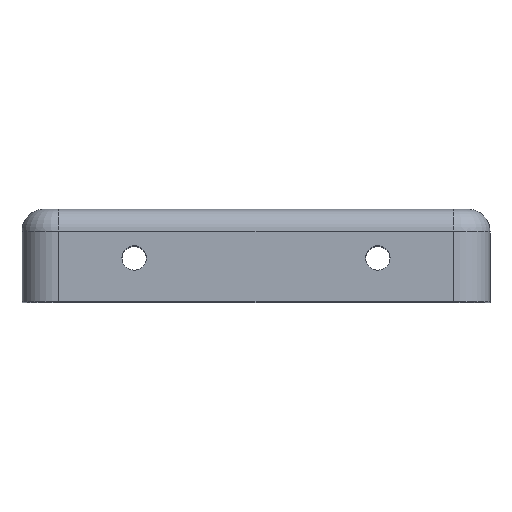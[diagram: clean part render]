
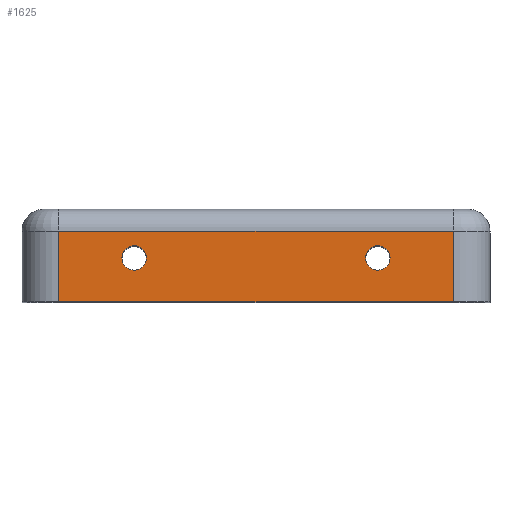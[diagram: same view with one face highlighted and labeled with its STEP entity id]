
A CAD part, top view. The second image highlights one B-rep face of the part: STEP entity #1625.
In plain terms, the highlighted planar face has unit normal (0, 0, 1).
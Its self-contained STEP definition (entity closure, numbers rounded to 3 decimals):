
#26 = CIRCLE ( 'NONE', #106, 0.5 ) ;
#106 = AXIS2_PLACEMENT_3D ( 'NONE', #1092, #896, #1274 ) ;
#119 = VERTEX_POINT ( 'NONE', #1412 ) ;
#149 = ORIENTED_EDGE ( 'NONE', *, *, #2331, .F. ) ;
#159 = VERTEX_POINT ( 'NONE', #257 ) ;
#188 = VERTEX_POINT ( 'NONE', #693 ) ;
#257 = CARTESIAN_POINT ( 'NONE',  ( 5.5, -2., 10.75 ) ) ;
#269 = VERTEX_POINT ( 'NONE', #2111 ) ;
#324 = CARTESIAN_POINT ( 'NONE',  ( 5., -2., 10.75 ) ) ;
#354 = CARTESIAN_POINT ( 'NONE',  ( 8.1, -0.9, 10.75 ) ) ;
#355 = ORIENTED_EDGE ( 'NONE', *, *, #1459, .T. ) ;
#472 = FACE_BOUND ( 'NONE', #1726, .T. ) ;
#476 = ORIENTED_EDGE ( 'NONE', *, *, #2574, .T. ) ;
#533 = DIRECTION ( 'NONE',  ( -1., 0., 0. ) ) ;
#567 = DIRECTION ( 'NONE',  ( 1., 0., 0. ) ) ;
#594 = EDGE_LOOP ( 'NONE', ( #1490, #149, #2389, #1518 ) ) ;
#598 = EDGE_CURVE ( 'NONE', #269, #188, #26, .T. ) ;
#627 = AXIS2_PLACEMENT_3D ( 'NONE', #1189, #731, #533 ) ;
#633 = CARTESIAN_POINT ( 'NONE',  ( 8.1, 0., 10.75 ) ) ;
#684 = CARTESIAN_POINT ( 'NONE',  ( -8.1, 0., 10.75 ) ) ;
#693 = CARTESIAN_POINT ( 'NONE',  ( -5.5, -2., 10.75 ) ) ;
#731 = DIRECTION ( 'NONE',  ( 0., 0., -1. ) ) ;
#745 = VERTEX_POINT ( 'NONE', #354 ) ;
#793 = CIRCLE ( 'NONE', #1126, 0.5 ) ;
#859 = EDGE_CURVE ( 'NONE', #2467, #159, #1421, .T. ) ;
#869 = DIRECTION ( 'NONE',  ( 0., -1., 0. ) ) ;
#896 = DIRECTION ( 'NONE',  ( 0., 0., -1. ) ) ;
#965 = CARTESIAN_POINT ( 'NONE',  ( -8.1, -0.9, 10.75 ) ) ;
#971 = EDGE_CURVE ( 'NONE', #1302, #745, #1277, .T. ) ;
#1028 = AXIS2_PLACEMENT_3D ( 'NONE', #684, #2123, #567 ) ;
#1034 = CARTESIAN_POINT ( 'NONE',  ( 4.5, -2., 10.75 ) ) ;
#1071 = CIRCLE ( 'NONE', #1206, 0.5 ) ;
#1073 = LINE ( 'NONE', #633, #1759 ) ;
#1092 = CARTESIAN_POINT ( 'NONE',  ( -5., -2., 10.75 ) ) ;
#1126 = AXIS2_PLACEMENT_3D ( 'NONE', #324, #2130, #1340 ) ;
#1128 = PLANE ( 'NONE',  #1028 ) ;
#1171 = LINE ( 'NONE', #1743, #1495 ) ;
#1189 = CARTESIAN_POINT ( 'NONE',  ( 5., -2., 10.75 ) ) ;
#1206 = AXIS2_PLACEMENT_3D ( 'NONE', #2447, #1441, #1838 ) ;
#1274 = DIRECTION ( 'NONE',  ( -1., 0., 0. ) ) ;
#1277 = LINE ( 'NONE', #1888, #1540 ) ;
#1293 = DIRECTION ( 'NONE',  ( 1., 0., 0. ) ) ;
#1302 = VERTEX_POINT ( 'NONE', #965 ) ;
#1311 = VERTEX_POINT ( 'NONE', #2370 ) ;
#1340 = DIRECTION ( 'NONE',  ( -1., 0., 0. ) ) ;
#1404 = DIRECTION ( 'NONE',  ( 0., -1., 0. ) ) ;
#1412 = CARTESIAN_POINT ( 'NONE',  ( 8.1, -3.8, 10.75 ) ) ;
#1421 = CIRCLE ( 'NONE', #627, 0.5 ) ;
#1441 = DIRECTION ( 'NONE',  ( 0., 0., -1. ) ) ;
#1459 = EDGE_CURVE ( 'NONE', #188, #269, #1071, .T. ) ;
#1490 = ORIENTED_EDGE ( 'NONE', *, *, #1612, .T. ) ;
#1495 = VECTOR ( 'NONE', #1731, 1000. ) ;
#1518 = ORIENTED_EDGE ( 'NONE', *, *, #1567, .T. ) ;
#1540 = VECTOR ( 'NONE', #1293, 1000. ) ;
#1567 = EDGE_CURVE ( 'NONE', #1302, #1311, #1606, .T. ) ;
#1606 = LINE ( 'NONE', #2404, #2383 ) ;
#1612 = EDGE_CURVE ( 'NONE', #1311, #119, #1171, .T. ) ;
#1625 = ADVANCED_FACE ( 'NONE', ( #1956, #2270, #472 ), #1128, .T. ) ;
#1693 = ORIENTED_EDGE ( 'NONE', *, *, #859, .T. ) ;
#1726 = EDGE_LOOP ( 'NONE', ( #2045, #355 ) ) ;
#1731 = DIRECTION ( 'NONE',  ( 1., 0., 0. ) ) ;
#1743 = CARTESIAN_POINT ( 'NONE',  ( -8.1, -3.8, 10.75 ) ) ;
#1759 = VECTOR ( 'NONE', #869, 1000. ) ;
#1838 = DIRECTION ( 'NONE',  ( -1., 0., 0. ) ) ;
#1888 = CARTESIAN_POINT ( 'NONE',  ( -8.1, -0.9, 10.75 ) ) ;
#1956 = FACE_BOUND ( 'NONE', #2162, .T. ) ;
#2045 = ORIENTED_EDGE ( 'NONE', *, *, #598, .T. ) ;
#2111 = CARTESIAN_POINT ( 'NONE',  ( -4.5, -2., 10.75 ) ) ;
#2123 = DIRECTION ( 'NONE',  ( 0., 0., 1. ) ) ;
#2130 = DIRECTION ( 'NONE',  ( 0., 0., -1. ) ) ;
#2162 = EDGE_LOOP ( 'NONE', ( #476, #1693 ) ) ;
#2270 = FACE_OUTER_BOUND ( 'NONE', #594, .T. ) ;
#2331 = EDGE_CURVE ( 'NONE', #745, #119, #1073, .T. ) ;
#2370 = CARTESIAN_POINT ( 'NONE',  ( -8.1, -3.8, 10.75 ) ) ;
#2383 = VECTOR ( 'NONE', #1404, 1000. ) ;
#2389 = ORIENTED_EDGE ( 'NONE', *, *, #971, .F. ) ;
#2404 = CARTESIAN_POINT ( 'NONE',  ( -8.1, 0., 10.75 ) ) ;
#2447 = CARTESIAN_POINT ( 'NONE',  ( -5., -2., 10.75 ) ) ;
#2467 = VERTEX_POINT ( 'NONE', #1034 ) ;
#2574 = EDGE_CURVE ( 'NONE', #159, #2467, #793, .T. ) ;
